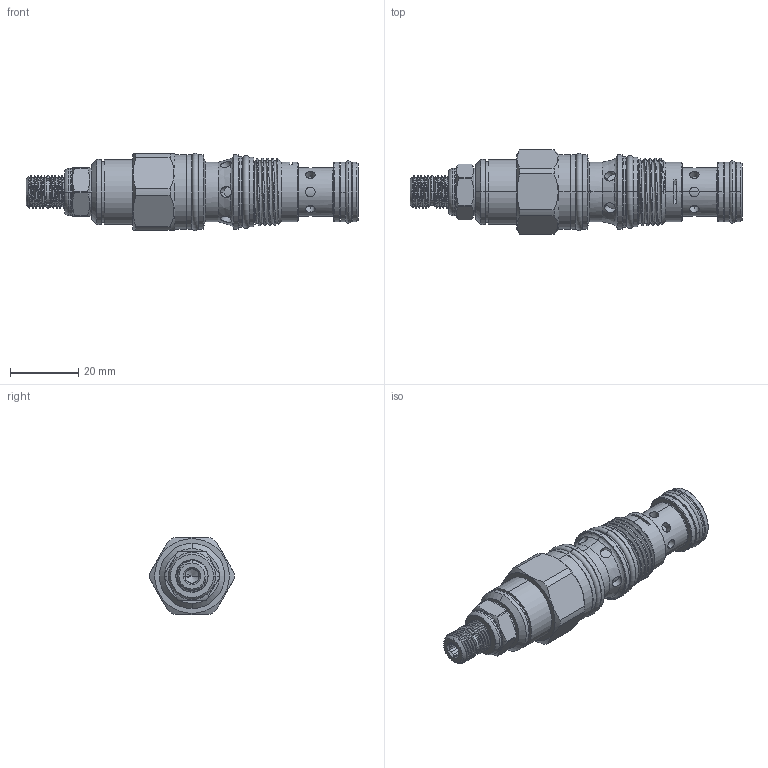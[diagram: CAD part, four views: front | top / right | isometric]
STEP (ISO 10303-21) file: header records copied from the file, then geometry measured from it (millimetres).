
FILE_DESCRIPTION (( 'STEP AP203' ), '1' );
FILE_NAME ('DP11A3N-L.STEP', '2020-03-18T08:55:35', ( '' ), ( '' ), 'SwSTEP 2.0', 'SolidWorks 2018', '' );
FILE_SCHEMA (( 'CONFIG_CONTROL_DESIGN' ));
Length unit declared in the file: millimetre
Products named in the file (1): DP11A3N-L
Bounding box: 97 x 24.59 x 22.55 mm (x, y, z)
Volume: 23870.8 mm3; surface area: 9161.9 mm2
Topology: 3 solids, 3 shells, 301 faces, 719 edges, 449 vertices
Faces by surface type: cylinder 153, plane 59, cone 46, torus 36, bspline 7
Entity records: 17493 total; most frequent: CARTESIAN_POINT 10723, ORIENTED_EDGE 1434, DIRECTION 1376, EDGE_CURVE 717, AXIS2_PLACEMENT_3D 575, VERTEX_POINT 449, EDGE_LOOP 330, ADVANCED_FACE 301
